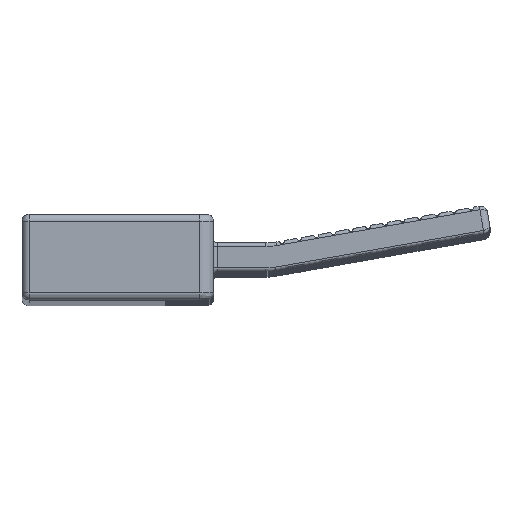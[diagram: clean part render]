
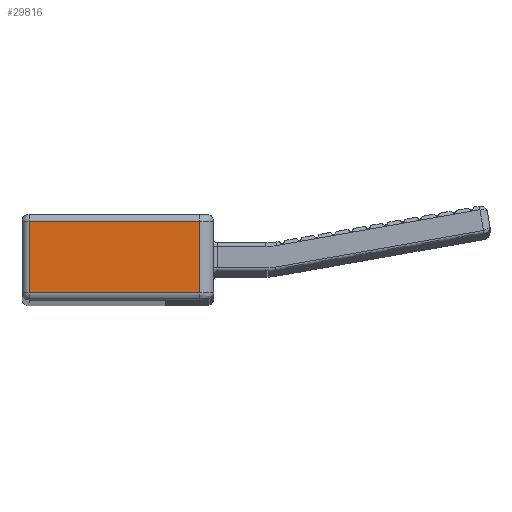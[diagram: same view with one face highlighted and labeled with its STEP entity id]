
A CAD part, top view. The second image highlights one B-rep face of the part: STEP entity #29816.
In plain terms, the highlighted planar face has unit normal (0, 0, 1).
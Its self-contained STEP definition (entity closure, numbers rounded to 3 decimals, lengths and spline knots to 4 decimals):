
#1489=PLANE('',#32225);
#2795=FACE_OUTER_BOUND('',#4476,.T.);
#4476=EDGE_LOOP('',(#23528,#23529,#23530,#23531));
#7096=LINE('',#56604,#9544);
#7108=LINE('',#56702,#9556);
#7109=LINE('',#56706,#9557);
#7110=LINE('',#56707,#9558);
#9544=VECTOR('',#39021,5.95);
#9556=VECTOR('',#39095,2.5);
#9557=VECTOR('',#39100,2.5);
#9558=VECTOR('',#39101,5.95);
#13368=VERTEX_POINT('',#56601);
#13369=VERTEX_POINT('',#56603);
#13388=VERTEX_POINT('',#56701);
#13389=VERTEX_POINT('',#56705);
#17081=EDGE_CURVE('',#13368,#13369,#7096,.T.);
#17114=EDGE_CURVE('',#13369,#13388,#7108,.T.);
#17116=EDGE_CURVE('',#13389,#13368,#7109,.T.);
#17117=EDGE_CURVE('',#13388,#13389,#7110,.T.);
#23528=ORIENTED_EDGE('',*,*,#17081,.F.);
#23529=ORIENTED_EDGE('',*,*,#17116,.F.);
#23530=ORIENTED_EDGE('',*,*,#17117,.F.);
#23531=ORIENTED_EDGE('',*,*,#17114,.F.);
#29816=ADVANCED_FACE('',(#2795),#1489,.T.);
#32225=AXIS2_PLACEMENT_3D('',#56704,#39098,#39099);
#39021=DIRECTION('',(1.,0.,0.));
#39095=DIRECTION('',(0.,-1.,0.));
#39098=DIRECTION('center_axis',(0.,0.,1.));
#39099=DIRECTION('ref_axis',(1.,0.,0.));
#39100=DIRECTION('',(0.,1.,0.));
#39101=DIRECTION('',(-1.,0.,0.));
#56601=CARTESIAN_POINT('',(-2.375,2.75,57.5));
#56603=CARTESIAN_POINT('',(3.575,2.75,57.5));
#56604=CARTESIAN_POINT('',(-0.9428,2.75,57.5));
#56701=CARTESIAN_POINT('',(3.575,0.25,57.5));
#56702=CARTESIAN_POINT('',(3.575,0.,57.5));
#56704=CARTESIAN_POINT('Origin',(-2.625,0.,57.5));
#56705=CARTESIAN_POINT('',(-2.375,0.25,57.5));
#56706=CARTESIAN_POINT('',(-2.375,0.,57.5));
#56707=CARTESIAN_POINT('',(-0.9428,0.25,57.5));
